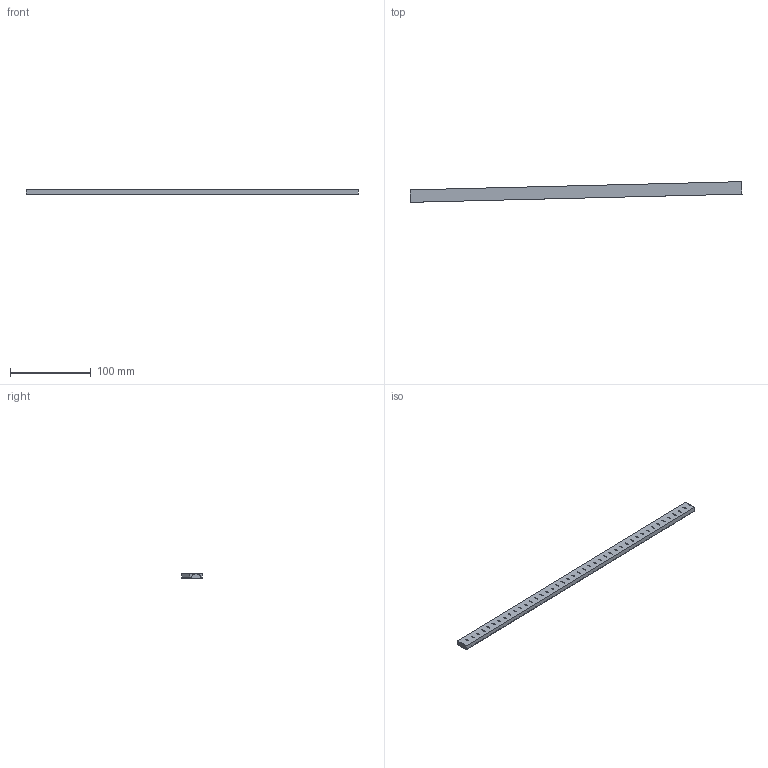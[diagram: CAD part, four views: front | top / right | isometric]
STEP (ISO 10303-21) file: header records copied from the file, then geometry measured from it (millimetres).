
FILE_DESCRIPTION(/* description */ ('Unknown'),/* implementation_level */ '2;1');
FILE_NAME(/* name */ '3851110_maxSized',/* time_stamp */ '2019-12-04T17:34:33+08:00',/* author */ ('Unknown'),/* organization */ ('Unknown'),/* preprocessor_version */ 'ST-DEVELOPER v16.7',/* originating_system */ 'DEX',/* authorisation */ $);
FILE_SCHEMA (('AUTOMOTIVE_DESIGN {1 0 10303 214 3 1 1}'));
Products named in the file (3): 3851110_maxSized; maxSized; 3851110_409,79mm
Assembly tree (2 placements, depth 2):
  3851110_maxSized
    maxSized
    3851110_409,79mm
Bounding box: 410.85 x 25.55 x 5.9 mm (x, y, z)
Volume: 38572.2 mm3; surface area: 43275.7 mm2
Topology: 3 solids, 3 shells, 876 faces, 4539 edges, 3669 vertices
Faces by surface type: cylinder 559, plane 317
Full cylindrical faces by diameter (mm): 2 x43
Entity records: 50989 total; most frequent: CARTESIAN_POINT 19350, ORIENTED_EDGE 8992, EDGE_CURVE 4496, DIRECTION 3680, VERTEX_POINT 3669, B_SPLINE_CURVE_WITH_KNOTS 2918, LINE 1234, VECTOR 1234
